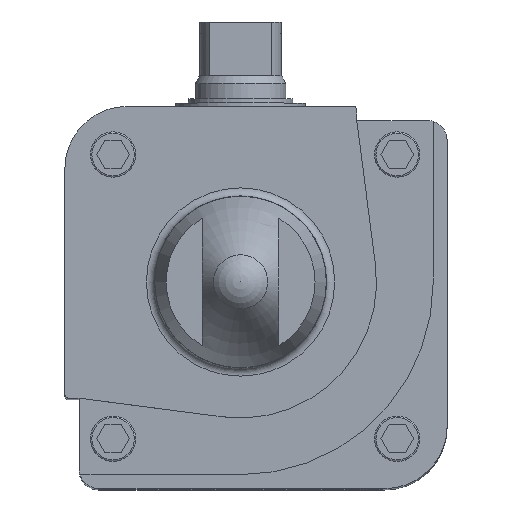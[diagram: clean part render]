
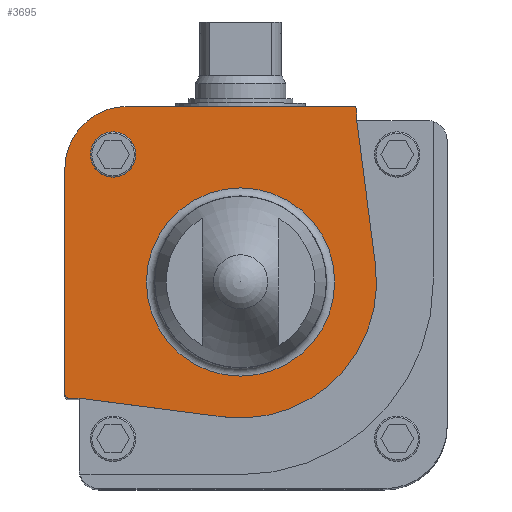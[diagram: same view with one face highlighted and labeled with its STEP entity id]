
A CAD part, top view. The second image highlights one B-rep face of the part: STEP entity #3695.
In plain terms, the highlighted planar face has unit normal (0, 0, 1).
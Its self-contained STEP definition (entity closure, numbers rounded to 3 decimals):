
#115=PLANE('',#4024);
#280=LINE('',#5722,#588);
#286=LINE('',#5737,#594);
#291=LINE('',#5777,#599);
#297=LINE('',#5800,#605);
#298=LINE('',#5807,#606);
#299=LINE('',#5811,#607);
#588=VECTOR('',#4479,1000.);
#594=VECTOR('',#4493,1000.);
#599=VECTOR('',#4536,1000.);
#605=VECTOR('',#4558,1000.);
#606=VECTOR('',#4569,1000.);
#607=VECTOR('',#4572,1000.);
#1000=ORIENTED_EDGE('',*,*,#1947,.T.);
#1001=ORIENTED_EDGE('',*,*,#1948,.F.);
#1002=ORIENTED_EDGE('',*,*,#1949,.T.);
#1003=ORIENTED_EDGE('',*,*,#1950,.F.);
#1004=ORIENTED_EDGE('',*,*,#1932,.T.);
#1005=ORIENTED_EDGE('',*,*,#1937,.T.);
#1006=ORIENTED_EDGE('',*,*,#1944,.T.);
#1007=ORIENTED_EDGE('',*,*,#1946,.T.);
#1008=ORIENTED_EDGE('',*,*,#1904,.T.);
#1009=ORIENTED_EDGE('',*,*,#1908,.T.);
#1010=ORIENTED_EDGE('',*,*,#1912,.T.);
#1011=ORIENTED_EDGE('',*,*,#1951,.T.);
#1904=EDGE_CURVE('',#2386,#2385,#280,.T.);
#1908=EDGE_CURVE('',#2385,#2388,#2732,.T.);
#1912=EDGE_CURVE('',#2388,#2390,#286,.T.);
#1932=EDGE_CURVE('',#2407,#2406,#291,.T.);
#1937=EDGE_CURVE('',#2406,#2409,#2749,.T.);
#1944=EDGE_CURVE('',#2409,#2415,#297,.T.);
#1946=EDGE_CURVE('',#2415,#2386,#2755,.T.);
#1947=EDGE_CURVE('',#2416,#2416,#2756,.T.);
#1948=EDGE_CURVE('',#2417,#2390,#298,.T.);
#1949=EDGE_CURVE('',#2417,#2418,#2757,.T.);
#1950=EDGE_CURVE('',#2407,#2418,#299,.T.);
#1951=EDGE_CURVE('',#2419,#2419,#2758,.T.);
#2385=VERTEX_POINT('',#5721);
#2386=VERTEX_POINT('',#5723);
#2388=VERTEX_POINT('',#5729);
#2390=VERTEX_POINT('',#5736);
#2406=VERTEX_POINT('',#5776);
#2407=VERTEX_POINT('',#5778);
#2409=VERTEX_POINT('',#5785);
#2415=VERTEX_POINT('',#5799);
#2416=VERTEX_POINT('',#5806);
#2417=VERTEX_POINT('',#5808);
#2418=VERTEX_POINT('',#5810);
#2419=VERTEX_POINT('',#5813);
#2732=CIRCLE('',#3992,1.2);
#2749=CIRCLE('',#4015,1.2);
#2755=CIRCLE('',#4023,22.);
#2756=CIRCLE('',#4025,8.);
#2757=CIRCLE('',#4026,48.);
#2758=CIRCLE('',#4027,33.224);
#2921=EDGE_LOOP('',(#1000));
#2922=EDGE_LOOP('',(#1001,#1002,#1003,#1004,#1005,#1006,#1007,#1008,#1009,
#1010));
#2923=EDGE_LOOP('',(#1011));
#3285=FACE_BOUND('',#2921,.T.);
#3286=FACE_BOUND('',#2922,.T.);
#3287=FACE_BOUND('',#2923,.T.);
#3695=ADVANCED_FACE('',(#3285,#3286,#3287),#115,.T.);
#3992=AXIS2_PLACEMENT_3D('',#5730,#4486,#4487);
#4015=AXIS2_PLACEMENT_3D('',#5786,#4544,#4545);
#4023=AXIS2_PLACEMENT_3D('',#5803,#4563,#4564);
#4024=AXIS2_PLACEMENT_3D('',#5804,#4565,#4566);
#4025=AXIS2_PLACEMENT_3D('',#5805,#4567,#4568);
#4026=AXIS2_PLACEMENT_3D('',#5809,#4570,#4571);
#4027=AXIS2_PLACEMENT_3D('',#5812,#4573,#4574);
#4479=DIRECTION('',(0.,-1.,0.));
#4486=DIRECTION('',(0.,0.,1.));
#4487=DIRECTION('',(1.,0.,0.));
#4493=DIRECTION('',(1.,0.,0.));
#4536=DIRECTION('',(0.,1.,0.));
#4544=DIRECTION('',(0.,0.,1.));
#4545=DIRECTION('',(1.,0.,0.));
#4558=DIRECTION('',(-1.,0.,0.));
#4563=DIRECTION('',(0.,0.,1.));
#4564=DIRECTION('',(1.,0.,0.));
#4565=DIRECTION('',(0.,0.,1.));
#4566=DIRECTION('',(1.,0.,0.));
#4567=DIRECTION('',(0.,0.,-1.));
#4568=DIRECTION('',(-1.,0.,0.));
#4569=DIRECTION('',(-0.992,0.129,0.));
#4570=DIRECTION('',(0.,0.,1.));
#4571=DIRECTION('',(1.,0.,0.));
#4572=DIRECTION('',(0.129,-0.992,0.));
#4573=DIRECTION('',(0.,0.,-1.));
#4574=DIRECTION('',(-1.,0.,0.));
#5721=CARTESIAN_POINT('',(-62.,-39.8,143.85));
#5722=CARTESIAN_POINT('',(-62.,40.,143.85));
#5723=CARTESIAN_POINT('',(-62.,40.,143.85));
#5729=CARTESIAN_POINT('',(-60.8,-41.,143.85));
#5730=CARTESIAN_POINT('',(-60.8,-39.8,143.85));
#5736=CARTESIAN_POINT('',(-57.,-41.,143.85));
#5737=CARTESIAN_POINT('',(-60.8,-41.,143.85));
#5776=CARTESIAN_POINT('',(41.,60.8,143.85));
#5777=CARTESIAN_POINT('',(41.,57.,143.85));
#5778=CARTESIAN_POINT('',(41.,57.,143.85));
#5785=CARTESIAN_POINT('',(39.8,62.,143.85));
#5786=CARTESIAN_POINT('',(39.8,60.8,143.85));
#5799=CARTESIAN_POINT('',(-40.,62.,143.85));
#5800=CARTESIAN_POINT('',(39.8,62.,143.85));
#5803=CARTESIAN_POINT('',(-40.,40.,143.85));
#5804=CARTESIAN_POINT('',(-60.8,-39.8,143.85));
#5805=CARTESIAN_POINT('',(-45.,45.,143.85));
#5806=CARTESIAN_POINT('',(-53.,45.,143.85));
#5807=CARTESIAN_POINT('',(-6.182,-47.6,143.85));
#5808=CARTESIAN_POINT('',(-6.182,-47.6,143.85));
#5809=CARTESIAN_POINT('',(0.,0.,143.85));
#5810=CARTESIAN_POINT('',(47.6,6.182,143.85));
#5811=CARTESIAN_POINT('',(41.,57.,143.85));
#5812=CARTESIAN_POINT('',(0.,0.,143.85));
#5813=CARTESIAN_POINT('',(-33.224,0.,143.85));
